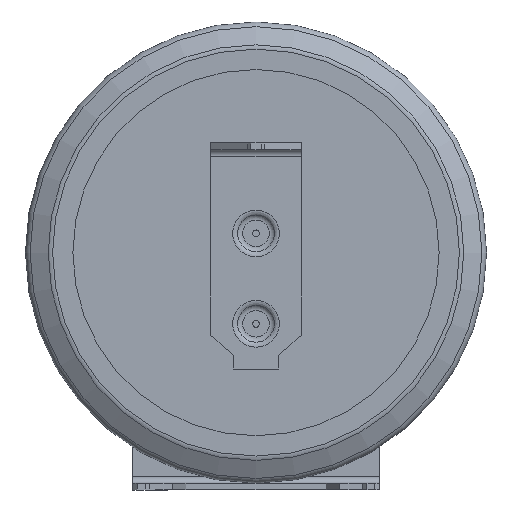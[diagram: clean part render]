
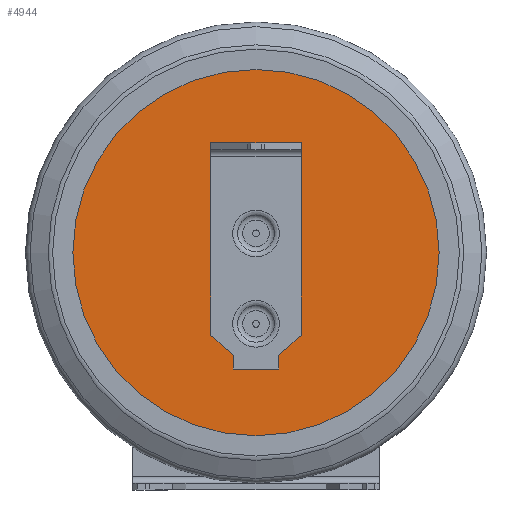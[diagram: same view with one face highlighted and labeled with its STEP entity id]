
A CAD part, front view. The second image highlights one B-rep face of the part: STEP entity #4944.
In plain terms, the highlighted face is planar.
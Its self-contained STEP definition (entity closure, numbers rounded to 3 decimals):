
#4912 = VERTEX_POINT('',#4913);
#4913 = CARTESIAN_POINT('',(8.717,0.,0.2));
#4923 = EDGE_CURVE('',#4912,#4924,#4926,.T.);
#4924 = VERTEX_POINT('',#4925);
#4925 = CARTESIAN_POINT('',(-8.717,0.,0.2));
#4926 = CIRCLE('',#4927,8.717);
#4927 = AXIS2_PLACEMENT_3D('',#4928,#4929,#4930);
#4928 = CARTESIAN_POINT('',(0.,0.,0.2));
#4929 = DIRECTION('',(0.,0.,-1.));
#4930 = DIRECTION('',(1.,0.,0.));
#4932 = EDGE_CURVE('',#4924,#4912,#4933,.T.);
#4933 = CIRCLE('',#4934,8.717);
#4934 = AXIS2_PLACEMENT_3D('',#4935,#4936,#4937);
#4935 = CARTESIAN_POINT('',(0.,0.,0.2));
#4936 = DIRECTION('',(0.,0.,-1.));
#4937 = DIRECTION('',(1.,0.,0.));
#4944 = ADVANCED_FACE('',(#4945),#4949,.T.);
#4945 = FACE_BOUND('',#4946,.T.);
#4946 = EDGE_LOOP('',(#4947,#4948));
#4947 = ORIENTED_EDGE('',*,*,#4932,.F.);
#4948 = ORIENTED_EDGE('',*,*,#4923,.F.);
#4949 = PLANE('',#4950);
#4950 = AXIS2_PLACEMENT_3D('',#4951,#4952,#4953);
#4951 = CARTESIAN_POINT('',(0.,0.,0.2)
  );
#4952 = DIRECTION('',(0.,0.,1.));
#4953 = DIRECTION('',(1.,0.,-0.));
